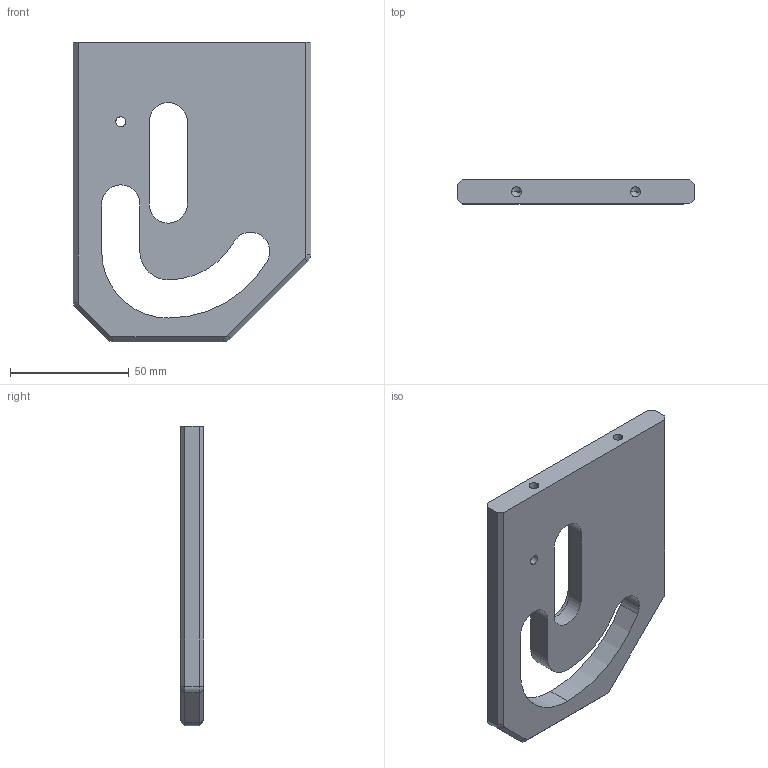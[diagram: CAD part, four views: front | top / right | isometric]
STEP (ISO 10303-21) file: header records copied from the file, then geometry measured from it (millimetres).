
FILE_DESCRIPTION (( 'STEP AP214' ), '1' );
FILE_NAME ('Spindlehouse_right.STEP', '2020-09-08T12:03:47', ( '' ), ( '' ), 'SwSTEP 2.0', 'SolidWorks 2019', '' );
FILE_SCHEMA (( 'AUTOMOTIVE_DESIGN' ));
Length unit declared in the file: millimetre
Products named in the file (1): Spindlehouse_right
Bounding box: 100 x 10 x 126.09 mm (x, y, z)
Volume: 91174.4 mm3; surface area: 26581.5 mm2
Topology: 1 solids, 1 shells, 69 faces, 170 edges, 103 vertices
Faces by surface type: plane 28, cylinder 26, cone 15
Entity records: 2111 total; most frequent: DIRECTION 369, CARTESIAN_POINT 339, ORIENTED_EDGE 332, EDGE_CURVE 166, AXIS2_PLACEMENT_3D 133, LINE 103, VECTOR 103, VERTEX_POINT 103
